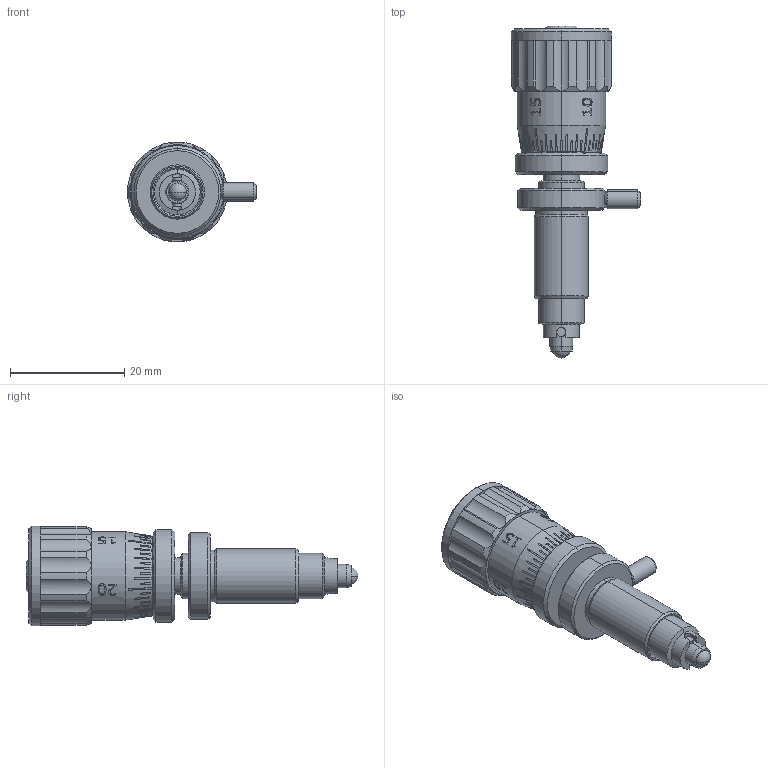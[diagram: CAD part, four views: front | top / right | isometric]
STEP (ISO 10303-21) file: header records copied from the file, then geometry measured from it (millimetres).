
FILE_DESCRIPTION (( 'STEP AP214' ), '1' );
FILE_NAME ('3112-E0W.STEP', '2018-10-01T15:12:24', ( '' ), ( '' ), 'SwSTEP 2.0', 'SolidWorks 2018', '' );
FILE_SCHEMA (( 'AUTOMOTIVE_DESIGN' ));
Length unit declared in the file: millimetre
Products named in the file (1): 3112-E0W
Bounding box: 22.65 x 58.21 x 17.53 mm (x, y, z)
Volume: 7015.2 mm3; surface area: 9413.9 mm2
Topology: 13 solids, 13 shells, 614 faces, 1596 edges, 1033 vertices
Faces by surface type: plane 265, cylinder 151, cone 113, bspline 75, torus 6, sphere 4
Full cylindrical faces by diameter (mm): 12.548 x1
Entity records: 34950 total; most frequent: CARTESIAN_POINT 13666, ORIENTED_EDGE 3180, DIRECTION 2744, EDGE_CURVE 1590, AXIS2_PLACEMENT_3D 1101, VERTEX_POINT 1031, EDGE_LOOP 665, UNCERTAINTY_MEASURE_WITH_UNIT 629
